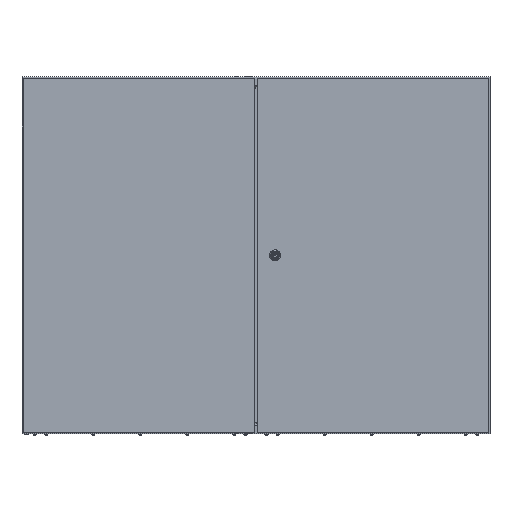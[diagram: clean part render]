
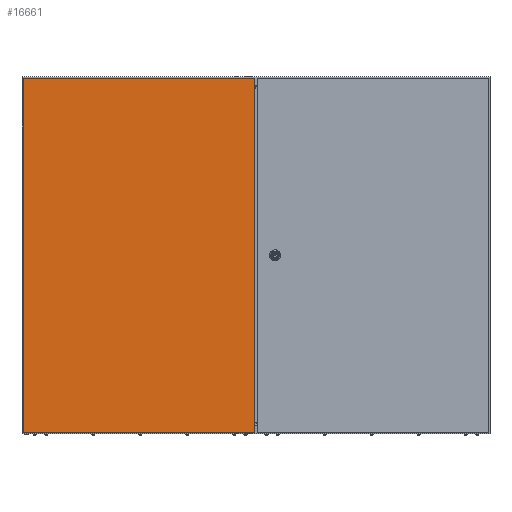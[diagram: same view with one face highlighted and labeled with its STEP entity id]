
A CAD part, top view. The second image highlights one B-rep face of the part: STEP entity #16661.
In plain terms, the highlighted planar face has unit normal (0, 0, 1).
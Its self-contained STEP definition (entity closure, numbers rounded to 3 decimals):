
#368 = LINE ( 'NONE', #16435, #10930 ) ;
#1476 = EDGE_CURVE ( 'NONE', #56413, #45069, #6407, .T. ) ;
#6407 = LINE ( 'NONE', #30732, #85817 ) ;
#7524 = DIRECTION ( 'NONE',  ( -1., 0., 0. ) ) ;
#9599 = CARTESIAN_POINT ( 'NONE',  ( 2.63, 3., 17.5 ) ) ;
#10828 = CARTESIAN_POINT ( 'NONE',  ( 2.63, 912., 17.5 ) ) ;
#10930 = VECTOR ( 'NONE', #51773, 1000. ) ;
#16403 = DIRECTION ( 'NONE',  ( 0., 1., 0. ) ) ;
#16435 = CARTESIAN_POINT ( 'NONE',  ( 2.63, 912., 17.5 ) ) ;
#16661 = ADVANCED_FACE ( 'NONE', ( #24237 ), #82252, .T. ) ;
#18328 = VECTOR ( 'NONE', #16403, 1000. ) ;
#20945 = VECTOR ( 'NONE', #41680, 1000. ) ;
#24237 = FACE_OUTER_BOUND ( 'NONE', #104204, .T. ) ;
#25510 = EDGE_CURVE ( 'NONE', #87588, #56413, #41794, .T. ) ;
#26848 = VERTEX_POINT ( 'NONE', #40602 ) ;
#28994 = ORIENTED_EDGE ( 'NONE', *, *, #62958, .T. ) ;
#30732 = CARTESIAN_POINT ( 'NONE',  ( 2.63, 912., 17.5 ) ) ;
#33501 = ORIENTED_EDGE ( 'NONE', *, *, #1476, .T. ) ;
#34073 = CARTESIAN_POINT ( 'NONE',  ( 597.13, 912., 17.5 ) ) ;
#36688 = AXIS2_PLACEMENT_3D ( 'NONE', #57953, #56297, #91659 ) ;
#40108 = ORIENTED_EDGE ( 'NONE', *, *, #25510, .T. ) ;
#40602 = CARTESIAN_POINT ( 'NONE',  ( 2.63, 3., 17.5 ) ) ;
#41680 = DIRECTION ( 'NONE',  ( 1., 0., 0. ) ) ;
#41794 = LINE ( 'NONE', #34073, #18328 ) ;
#42668 = EDGE_CURVE ( 'NONE', #45069, #26848, #368, .T. ) ;
#45069 = VERTEX_POINT ( 'NONE', #10828 ) ;
#51773 = DIRECTION ( 'NONE',  ( 0., -1., 0. ) ) ;
#56297 = DIRECTION ( 'NONE',  ( 0., 0., 1. ) ) ;
#56413 = VERTEX_POINT ( 'NONE', #92197 ) ;
#57953 = CARTESIAN_POINT ( 'NONE',  ( 0., 0., 17.5 ) ) ;
#62958 = EDGE_CURVE ( 'NONE', #26848, #87588, #92002, .T. ) ;
#68293 = ORIENTED_EDGE ( 'NONE', *, *, #42668, .T. ) ;
#82252 = PLANE ( 'NONE',  #36688 ) ;
#85817 = VECTOR ( 'NONE', #7524, 1000. ) ;
#87588 = VERTEX_POINT ( 'NONE', #91218 ) ;
#91218 = CARTESIAN_POINT ( 'NONE',  ( 597.13, 3., 17.5 ) ) ;
#91659 = DIRECTION ( 'NONE',  ( 1., 0., 0. ) ) ;
#92002 = LINE ( 'NONE', #9599, #20945 ) ;
#92197 = CARTESIAN_POINT ( 'NONE',  ( 597.13, 912., 17.5 ) ) ;
#104204 = EDGE_LOOP ( 'NONE', ( #68293, #28994, #40108, #33501 ) ) ;
